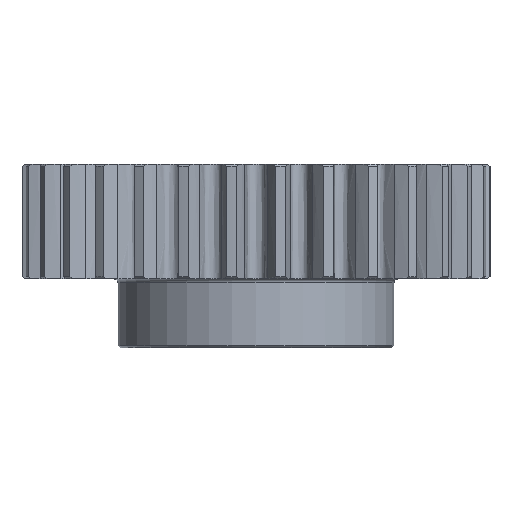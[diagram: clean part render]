
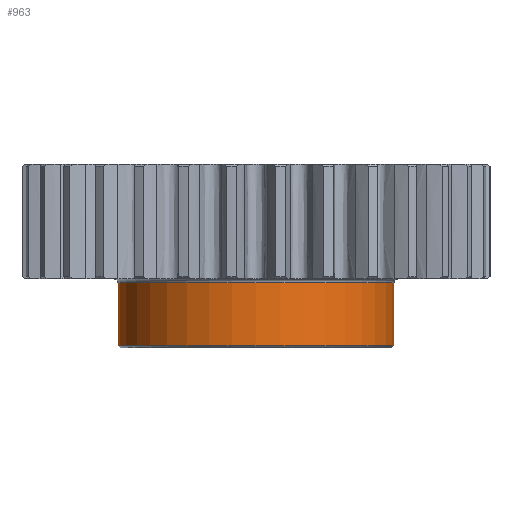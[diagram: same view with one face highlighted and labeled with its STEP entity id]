
A CAD part, front view. The second image highlights one B-rep face of the part: STEP entity #963.
In plain terms, the highlighted cylindrical face has radius 30 mm (diameter 60 mm), a partial arc.
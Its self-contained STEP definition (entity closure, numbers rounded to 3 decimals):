
#99 = ORIENTED_EDGE ( 'NONE', *, *, #2319, .T. ) ;
#881 = EDGE_CURVE ( 'NONE', #2188, #1981, #7077, .T. ) ;
#963 = ADVANCED_FACE ( 'NONE', ( #7274 ), #7273, .T. ) ;
#964 = EDGE_LOOP ( 'NONE', ( #965, #966, #8892, #99 ) ) ;
#965 = ORIENTED_EDGE ( 'NONE', *, *, #2144, .F. ) ;
#966 = ORIENTED_EDGE ( 'NONE', *, *, #881, .T. ) ;
#1981 = VERTEX_POINT ( 'NONE', #7509 ) ;
#2106 = VERTEX_POINT ( 'NONE', #7636 ) ;
#2131 = EDGE_CURVE ( 'NONE', #1981, #2318, #7664, .T. ) ;
#2144 = EDGE_CURVE ( 'NONE', #2188, #2106, #7713, .T. ) ;
#2188 = VERTEX_POINT ( 'NONE', #7730 ) ;
#2318 = VERTEX_POINT ( 'NONE', #7911 ) ;
#2319 = EDGE_CURVE ( 'NONE', #2318, #2106, #7906, .T. ) ;
#7068 = DIRECTION ( 'NONE',  ( -1., 0., 0. ) ) ;
#7069 = DIRECTION ( 'NONE',  ( 0., 0., 1. ) ) ;
#7070 = CARTESIAN_POINT ( 'NONE',  ( 0., 0., -27. ) ) ;
#7071 = AXIS2_PLACEMENT_3D ( 'NONE', #7070, #7069, #7068 ) ;
#7077 = CIRCLE ( 'NONE', #7071, 30. ) ;
#7272 = AXIS2_PLACEMENT_3D ( 'NONE', #7276, #7316, #7315 ) ;
#7273 = CYLINDRICAL_SURFACE ( 'NONE', #7272, 30. ) ;
#7274 = FACE_OUTER_BOUND ( 'NONE', #964, .T. ) ;
#7276 = CARTESIAN_POINT ( 'NONE',  ( 0., 0., -27.5 ) ) ;
#7315 = DIRECTION ( 'NONE',  ( 1., 0., 0. ) ) ;
#7316 = DIRECTION ( 'NONE',  ( 0., 0., 1. ) ) ;
#7509 = CARTESIAN_POINT ( 'NONE',  ( 30., 0., -27. ) ) ;
#7636 = CARTESIAN_POINT ( 'NONE',  ( -30., 0., -13.3 ) ) ;
#7661 = DIRECTION ( 'NONE',  ( 0., 0., 1. ) ) ;
#7662 = VECTOR ( 'NONE', #7661, 1000. ) ;
#7663 = CARTESIAN_POINT ( 'NONE',  ( 30., 0., -27.5 ) ) ;
#7664 = LINE ( 'NONE', #7663, #7662 ) ;
#7710 = DIRECTION ( 'NONE',  ( 0., 0., 1. ) ) ;
#7711 = VECTOR ( 'NONE', #7710, 1000. ) ;
#7712 = CARTESIAN_POINT ( 'NONE',  ( -30., 0., -27.5 ) ) ;
#7713 = LINE ( 'NONE', #7712, #7711 ) ;
#7730 = CARTESIAN_POINT ( 'NONE',  ( -30., 0., -27. ) ) ;
#7902 = DIRECTION ( 'NONE',  ( 1., 0., 0. ) ) ;
#7903 = DIRECTION ( 'NONE',  ( 0., 0., -1. ) ) ;
#7904 = CARTESIAN_POINT ( 'NONE',  ( 0., 0., -13.3 ) ) ;
#7905 = AXIS2_PLACEMENT_3D ( 'NONE', #7904, #7903, #7902 ) ;
#7906 = CIRCLE ( 'NONE', #7905, 30. ) ;
#7911 = CARTESIAN_POINT ( 'NONE',  ( 30., 0., -13.3 ) ) ;
#8892 = ORIENTED_EDGE ( 'NONE', *, *, #2131, .T. ) ;
